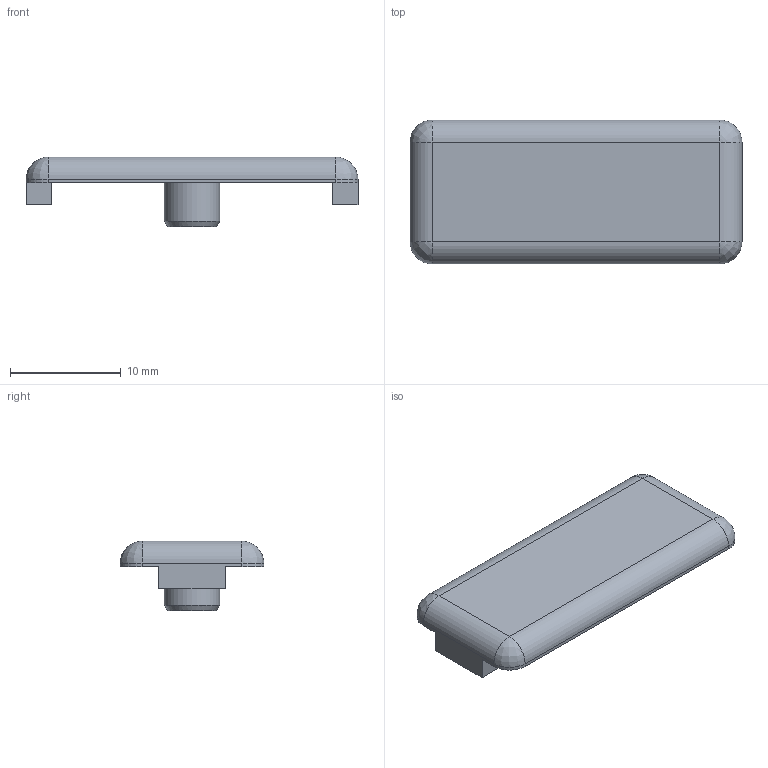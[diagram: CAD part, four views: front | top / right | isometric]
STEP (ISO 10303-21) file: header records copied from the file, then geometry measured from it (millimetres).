
FILE_DESCRIPTION(('STEP AP203'),'2;1');
FILE_NAME('18.076.00.stp','2011-06-06T18:20:28',(''),(''),'2009.3.110','THINKDESIGN','');
FILE_SCHEMA(('CONFIG_CONTROL_DESIGN'));
Length unit declared in the file: millimetre
Bounding box: 30 x 13 x 6.3 mm (x, y, z)
Volume: 925 mm3; surface area: 1053.7 mm2
Topology: 1 solids, 1 shells, 31 faces, 77 edges, 46 vertices
Faces by surface type: plane 16, cylinder 10, bspline 5
Full cylindrical faces by diameter (mm): 3 x1, 5 x1
Entity records: 1354 total; most frequent: CARTESIAN_POINT 537, DIRECTION 151, ORIENTED_EDGE 146, EDGE_CURVE 73, AXIS2_PLACEMENT_3D 52, VECTOR 47, LINE 47, VERTEX_POINT 46
